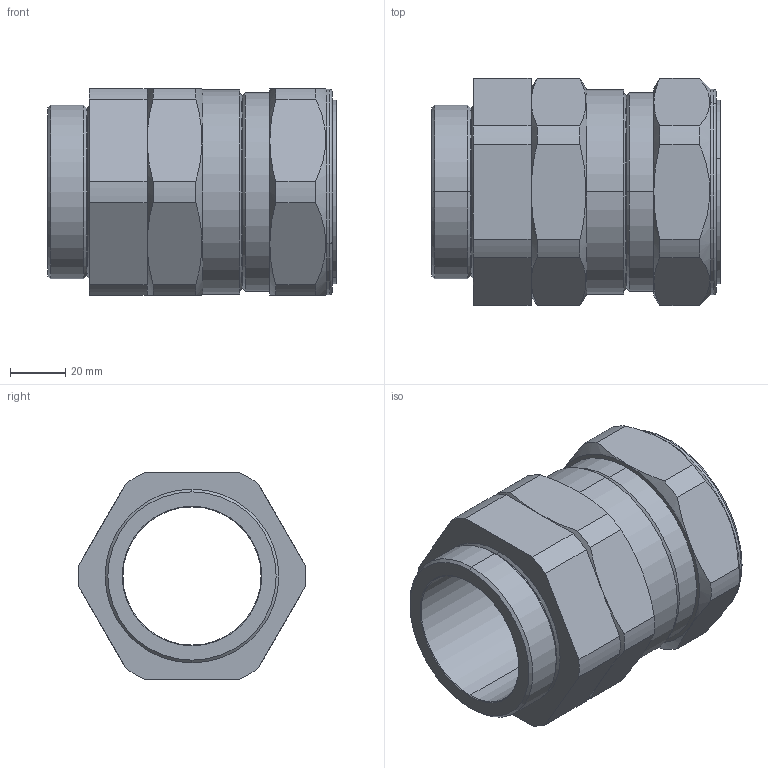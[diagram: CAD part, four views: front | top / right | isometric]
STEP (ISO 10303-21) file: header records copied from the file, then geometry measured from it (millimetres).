
FILE_DESCRIPTION (( 'STEP AP203' ), '1' );
FILE_NAME ('63STE1FU1RA.STEP', '2021-05-12T14:51:48', ( '' ), ( '' ), 'SwSTEP 2.0', 'SolidWorks 2017', '' );
FILE_SCHEMA (( 'CONFIG_CONTROL_DESIGN' ));
Length unit declared in the file: millimetre
Products named in the file (1): 63STE1FU1RA
Bounding box: 104.6 x 82.46 x 75 mm (x, y, z)
Volume: 206572.8 mm3; surface area: 51216.2 mm2
Topology: 1 solids, 1 shells, 110 faces, 250 edges, 150 vertices
Faces by surface type: cylinder 38, cone 34, plane 34, torus 4
Entity records: 3413 total; most frequent: CARTESIAN_POINT 855, DIRECTION 546, ORIENTED_EDGE 500, EDGE_CURVE 250, AXIS2_PLACEMENT_3D 225, VERTEX_POINT 150, EDGE_LOOP 120, CIRCLE 114
